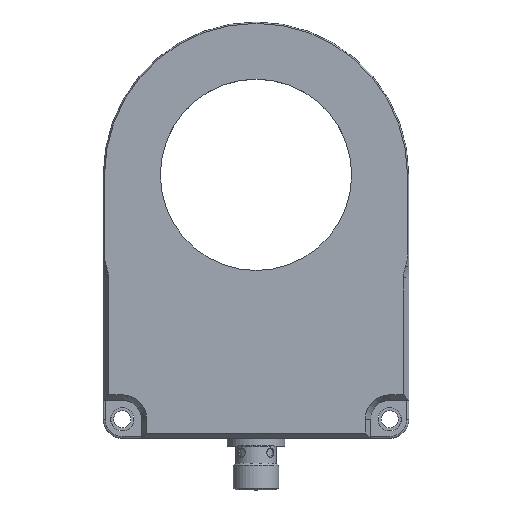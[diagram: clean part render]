
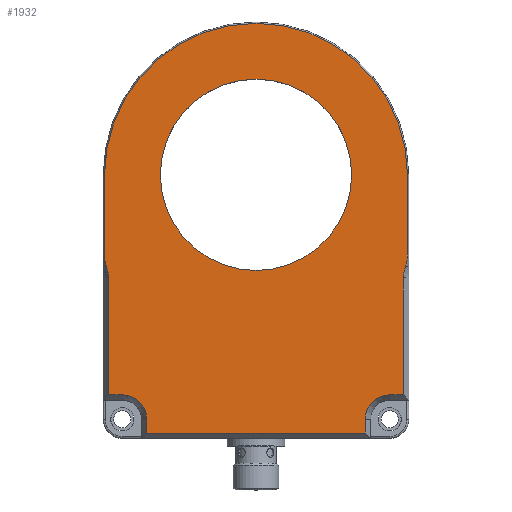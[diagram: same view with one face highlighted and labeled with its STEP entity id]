
A CAD part, top view. The second image highlights one B-rep face of the part: STEP entity #1932.
In plain terms, the highlighted planar face has unit normal (0, 0, 1).
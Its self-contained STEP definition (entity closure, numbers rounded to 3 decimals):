
#15=ELLIPSE('',#2156,11.807,10.225);
#16=ELLIPSE('',#2157,11.807,10.225);
#17=ELLIPSE('',#2159,11.807,10.225);
#18=ELLIPSE('',#2160,11.807,10.225);
#87=FACE_BOUND('',#356,.T.);
#123=PLANE('',#2155);
#218=FACE_OUTER_BOUND('',#355,.T.);
#355=EDGE_LOOP('',(#1555,#1556,#1557,#1558,#1559,#1560,#1561,#1562,#1563,
#1564,#1565,#1566,#1567,#1568,#1569,#1570));
#356=EDGE_LOOP('',(#1571));
#477=LINE('',#3593,#607);
#483=LINE('',#3607,#613);
#484=LINE('',#3610,#614);
#486=LINE('',#3614,#616);
#487=LINE('',#3620,#617);
#488=LINE('',#3624,#618);
#489=LINE('',#3630,#619);
#490=LINE('',#3632,#620);
#491=LINE('',#3635,#621);
#607=VECTOR('',#2622,10.);
#613=VECTOR('',#2636,10.);
#614=VECTOR('',#2639,10.);
#616=VECTOR('',#2643,10.);
#617=VECTOR('',#2648,10.);
#618=VECTOR('',#2651,10.);
#619=VECTOR('',#2656,10.);
#620=VECTOR('',#2657,10.);
#621=VECTOR('',#2660,10.);
#664=CIRCLE('',#2018,25.05);
#740=CIRCLE('',#2152,6.386);
#741=CIRCLE('',#2158,39.654);
#742=CIRCLE('',#2161,6.386);
#783=VERTEX_POINT('',#3135);
#887=VERTEX_POINT('',#3590);
#888=VERTEX_POINT('',#3592);
#890=VERTEX_POINT('',#3598);
#892=VERTEX_POINT('',#3604);
#893=VERTEX_POINT('',#3609);
#894=VERTEX_POINT('',#3613);
#895=VERTEX_POINT('',#3615);
#896=VERTEX_POINT('',#3617);
#897=VERTEX_POINT('',#3619);
#898=VERTEX_POINT('',#3621);
#899=VERTEX_POINT('',#3623);
#900=VERTEX_POINT('',#3625);
#901=VERTEX_POINT('',#3627);
#902=VERTEX_POINT('',#3629);
#903=VERTEX_POINT('',#3631);
#904=VERTEX_POINT('',#3633);
#966=EDGE_CURVE('',#783,#783,#664,.T.);
#1118=EDGE_CURVE('',#887,#888,#477,.T.);
#1123=EDGE_CURVE('',#888,#890,#740,.T.);
#1126=EDGE_CURVE('',#890,#892,#483,.T.);
#1127=EDGE_CURVE('',#892,#893,#484,.T.);
#1129=EDGE_CURVE('',#887,#894,#486,.T.);
#1130=EDGE_CURVE('',#894,#895,#15,.T.);
#1131=EDGE_CURVE('',#896,#895,#16,.T.);
#1132=EDGE_CURVE('',#897,#896,#487,.T.);
#1133=EDGE_CURVE('',#898,#897,#741,.T.);
#1134=EDGE_CURVE('',#899,#898,#488,.T.);
#1135=EDGE_CURVE('',#900,#899,#17,.T.);
#1136=EDGE_CURVE('',#900,#901,#18,.T.);
#1137=EDGE_CURVE('',#901,#902,#489,.T.);
#1138=EDGE_CURVE('',#903,#902,#490,.T.);
#1139=EDGE_CURVE('',#904,#903,#742,.T.);
#1140=EDGE_CURVE('',#893,#904,#491,.T.);
#1555=ORIENTED_EDGE('',*,*,#1126,.F.);
#1556=ORIENTED_EDGE('',*,*,#1123,.F.);
#1557=ORIENTED_EDGE('',*,*,#1118,.F.);
#1558=ORIENTED_EDGE('',*,*,#1129,.T.);
#1559=ORIENTED_EDGE('',*,*,#1130,.T.);
#1560=ORIENTED_EDGE('',*,*,#1131,.F.);
#1561=ORIENTED_EDGE('',*,*,#1132,.F.);
#1562=ORIENTED_EDGE('',*,*,#1133,.F.);
#1563=ORIENTED_EDGE('',*,*,#1134,.F.);
#1564=ORIENTED_EDGE('',*,*,#1135,.F.);
#1565=ORIENTED_EDGE('',*,*,#1136,.T.);
#1566=ORIENTED_EDGE('',*,*,#1137,.T.);
#1567=ORIENTED_EDGE('',*,*,#1138,.F.);
#1568=ORIENTED_EDGE('',*,*,#1139,.F.);
#1569=ORIENTED_EDGE('',*,*,#1140,.F.);
#1570=ORIENTED_EDGE('',*,*,#1127,.F.);
#1571=ORIENTED_EDGE('',*,*,#966,.T.);
#1932=ADVANCED_FACE('',(#218,#87),#123,.T.);
#2018=AXIS2_PLACEMENT_3D('',#3137,#2287,#2288);
#2152=AXIS2_PLACEMENT_3D('',#3602,#2630,#2631);
#2155=AXIS2_PLACEMENT_3D('',#3612,#2641,#2642);
#2156=AXIS2_PLACEMENT_3D('',#3616,#2644,#2645);
#2157=AXIS2_PLACEMENT_3D('',#3618,#2646,#2647);
#2158=AXIS2_PLACEMENT_3D('',#3622,#2649,#2650);
#2159=AXIS2_PLACEMENT_3D('',#3626,#2652,#2653);
#2160=AXIS2_PLACEMENT_3D('',#3628,#2654,#2655);
#2161=AXIS2_PLACEMENT_3D('',#3634,#2658,#2659);
#2287=DIRECTION('center_axis',(0.,0.,-1.));
#2288=DIRECTION('ref_axis',(-1.,0.,0.));
#2622=DIRECTION('',(-1.,0.,0.));
#2630=DIRECTION('center_axis',(0.,0.,1.));
#2631=DIRECTION('ref_axis',(-0.707,0.707,0.));
#2636=DIRECTION('',(0.,-1.,0.));
#2639=DIRECTION('',(-1.,0.,0.));
#2641=DIRECTION('center_axis',(0.,0.,1.));
#2642=DIRECTION('ref_axis',(1.,0.,0.));
#2643=DIRECTION('',(0.,1.,0.));
#2644=DIRECTION('center_axis',(0.,0.,-1.));
#2645=DIRECTION('ref_axis',(-1.,0.,0.));
#2646=DIRECTION('center_axis',(0.,0.,
-1.));
#2647=DIRECTION('ref_axis',(1.,0.,0.));
#2648=DIRECTION('',(0.,-1.,0.));
#2649=DIRECTION('center_axis',(0.,0.,-1.));
#2650=DIRECTION('ref_axis',(1.,0.,0.));
#2651=DIRECTION('',(0.,1.,0.));
#2652=DIRECTION('center_axis',(0.,0.,
-1.));
#2653=DIRECTION('ref_axis',(-1.,0.,0.));
#2654=DIRECTION('center_axis',(0.,0.,-1.));
#2655=DIRECTION('ref_axis',(1.,0.,0.));
#2656=DIRECTION('',(0.,-1.,0.));
#2657=DIRECTION('',(-1.,0.,0.));
#2658=DIRECTION('center_axis',(0.,0.,1.));
#2659=DIRECTION('ref_axis',(0.707,0.707,0.));
#2660=DIRECTION('',(0.,1.,0.));
#3135=CARTESIAN_POINT('',(25.05,69.,20.));
#3137=CARTESIAN_POINT('Origin',(0.,69.,20.));
#3590=CARTESIAN_POINT('',(38.614,11.386,20.));
#3592=CARTESIAN_POINT('',(35.,11.386,20.));
#3593=CARTESIAN_POINT('',(15.,11.386,20.));
#3598=CARTESIAN_POINT('',(28.614,5.,20.));
#3602=CARTESIAN_POINT('Origin',(35.,5.,20.));
#3604=CARTESIAN_POINT('',(28.614,1.386,20.));
#3607=CARTESIAN_POINT('',(28.614,27.25,20.));
#3609=CARTESIAN_POINT('',(-28.614,1.386,20.));
#3610=CARTESIAN_POINT('',(-20.,1.386,20.));
#3612=CARTESIAN_POINT('Origin',(0.,54.5,20.));
#3613=CARTESIAN_POINT('',(38.614,42.,20.));
#3614=CARTESIAN_POINT('',(38.614,32.25,20.));
#3615=CARTESIAN_POINT('',(39.134,45.,20.));
#3616=CARTESIAN_POINT('Origin',(50.421,42.,20.));
#3617=CARTESIAN_POINT('',(39.654,48.,20.));
#3618=CARTESIAN_POINT('Origin',(27.847,48.,20.));
#3619=CARTESIAN_POINT('',(39.654,69.,20.));
#3620=CARTESIAN_POINT('',(39.654,27.25,20.));
#3621=CARTESIAN_POINT('',(-39.654,69.,20.));
#3622=CARTESIAN_POINT('Origin',(0.,69.,20.));
#3623=CARTESIAN_POINT('',(-39.654,48.,20.));
#3624=CARTESIAN_POINT('',(-39.654,61.75,20.));
#3625=CARTESIAN_POINT('',(-39.134,45.,20.));
#3626=CARTESIAN_POINT('Origin',(-27.847,48.,20.));
#3627=CARTESIAN_POINT('',(-38.614,42.,20.));
#3628=CARTESIAN_POINT('Origin',(-50.421,42.,20.));
#3629=CARTESIAN_POINT('',(-38.614,11.386,20.));
#3630=CARTESIAN_POINT('',(-38.614,32.25,20.));
#3631=CARTESIAN_POINT('',(-35.,11.386,20.));
#3632=CARTESIAN_POINT('',(-20.,11.386,20.));
#3633=CARTESIAN_POINT('',(-28.614,5.,20.));
#3634=CARTESIAN_POINT('Origin',(-35.,5.,20.));
#3635=CARTESIAN_POINT('',(-28.614,32.25,20.));
